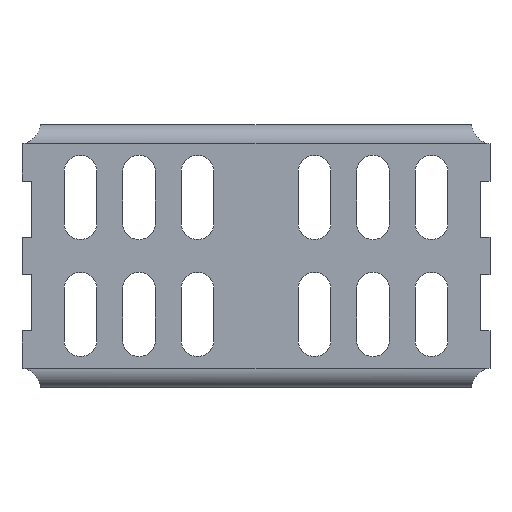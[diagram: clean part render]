
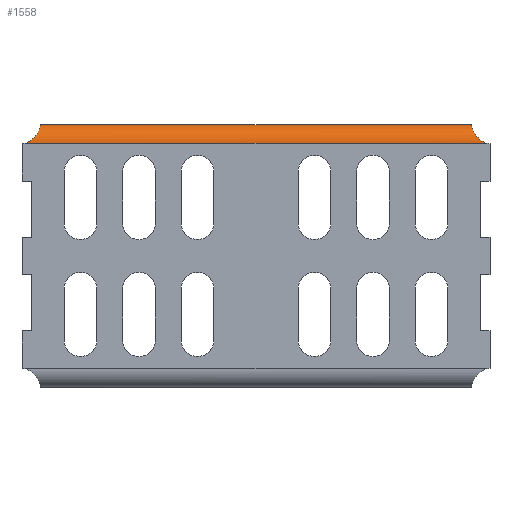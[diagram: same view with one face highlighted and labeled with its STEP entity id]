
A CAD part, top view. The second image highlights one B-rep face of the part: STEP entity #1558.
In plain terms, the highlighted cylindrical face has radius 4 mm (diameter 8 mm), a partial arc.
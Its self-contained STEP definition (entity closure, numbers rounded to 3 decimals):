
#10 = DIRECTION ( 'NONE',  ( -1., 0., 0. ) ) ;
#18 = CARTESIAN_POINT ( 'NONE',  ( 49.009, 24.127, 0. ) ) ;
#99 = CARTESIAN_POINT ( 'NONE',  ( -48.515, 24.372, 0. ) ) ;
#125 = CARTESIAN_POINT ( 'NONE',  ( -49.009, 24.127, 0. ) ) ;
#199 = CARTESIAN_POINT ( 'NONE',  ( -46.077, 27.551, -1.863 ) ) ;
#264 = CARTESIAN_POINT ( 'NONE',  ( 46., 28., -3. ) ) ;
#291 = CARTESIAN_POINT ( 'NONE',  ( 46.335, 26.867, -1.036 ) ) ;
#382 = CARTESIAN_POINT ( 'NONE',  ( 46., 28., -3. ) ) ;
#470 = EDGE_CURVE ( 'NONE', #2081, #2418, #986, .T. ) ;
#537 = CARTESIAN_POINT ( 'NONE',  ( -49.009, 24.127, 0. ) ) ;
#586 = CARTESIAN_POINT ( 'NONE',  ( 48.083, 24.667, -0.022 ) ) ;
#628 = EDGE_CURVE ( 'NONE', #1318, #751, #1681, .T. ) ;
#676 = ORIENTED_EDGE ( 'NONE', *, *, #628, .T. ) ;
#679 = CARTESIAN_POINT ( 'NONE',  ( -46.008, 27.842, -2.387 ) ) ;
#683 = CARTESIAN_POINT ( 'NONE',  ( 46.008, 27.842, -2.387 ) ) ;
#701 = CARTESIAN_POINT ( 'NONE',  ( -46., 28., -3. ) ) ;
#751 = VERTEX_POINT ( 'NONE', #264 ) ;
#800 = ORIENTED_EDGE ( 'NONE', *, *, #1795, .T. ) ;
#921 = DIRECTION ( 'NONE',  ( -1., 0., 0. ) ) ;
#949 = EDGE_LOOP ( 'NONE', ( #800, #1615, #2531, #676 ) ) ;
#986 = B_SPLINE_CURVE_WITH_KNOTS ( 'NONE', 3,
 ( #701, #679, #199, #1157, #2326, #2843, #1506, #2229, #99, #125 ),
 .UNSPECIFIED., .F., .F.,
 ( 4, 2, 2, 2, 4 ),
 ( 0., 0.25, 0.5, 0.75, 1. ),
 .UNSPECIFIED. ) ;
#1157 = CARTESIAN_POINT ( 'NONE',  ( -46.335, 26.867, -1.036 ) ) ;
#1168 = CARTESIAN_POINT ( 'NONE',  ( 46.077, 27.551, -1.863 ) ) ;
#1191 = DIRECTION ( 'NONE',  ( 0., 0., 1. ) ) ;
#1273 = CARTESIAN_POINT ( 'NONE',  ( 46.526, 26.475, -0.732 ) ) ;
#1318 = VERTEX_POINT ( 'NONE', #2386 ) ;
#1355 = CARTESIAN_POINT ( 'NONE',  ( 98.115, 24.127, -4. ) ) ;
#1442 = AXIS2_PLACEMENT_3D ( 'NONE', #1355, #10, #1191 ) ;
#1500 = EDGE_CURVE ( 'NONE', #1318, #2418, #1684, .T. ) ;
#1506 = CARTESIAN_POINT ( 'NONE',  ( -47.338, 25.336, -0.172 ) ) ;
#1558 = ADVANCED_FACE ( 'NONE', ( #2078 ), #2302, .T. ) ;
#1615 = ORIENTED_EDGE ( 'NONE', *, *, #470, .T. ) ;
#1681 = B_SPLINE_CURVE_WITH_KNOTS ( 'NONE', 3,
 ( #18, #1773, #586, #1759, #2086, #1273, #291, #1168, #683, #382 ),
 .UNSPECIFIED., .F., .F.,
 ( 4, 2, 2, 2, 4 ),
 ( 0., 0.25, 0.5, 0.75, 1. ),
 .UNSPECIFIED. ) ;
#1684 = LINE ( 'NONE', #1694, #2171 ) ;
#1694 = CARTESIAN_POINT ( 'NONE',  ( 50., 24.127, 0. ) ) ;
#1696 = LINE ( 'NONE', #2698, #2781 ) ;
#1759 = CARTESIAN_POINT ( 'NONE',  ( 47.338, 25.336, -0.172 ) ) ;
#1773 = CARTESIAN_POINT ( 'NONE',  ( 48.515, 24.372, 0. ) ) ;
#1795 = EDGE_CURVE ( 'NONE', #751, #2081, #1696, .T. ) ;
#1834 = DIRECTION ( 'NONE',  ( -1., 0., 0. ) ) ;
#2078 = FACE_OUTER_BOUND ( 'NONE', #949, .T. ) ;
#2081 = VERTEX_POINT ( 'NONE', #2718 ) ;
#2086 = CARTESIAN_POINT ( 'NONE',  ( 47.027, 25.709, -0.3 ) ) ;
#2171 = VECTOR ( 'NONE', #921, 1000. ) ;
#2229 = CARTESIAN_POINT ( 'NONE',  ( -48.083, 24.667, -0.022 ) ) ;
#2302 = CYLINDRICAL_SURFACE ( 'NONE', #1442, 4. ) ;
#2326 = CARTESIAN_POINT ( 'NONE',  ( -46.526, 26.475, -0.732 ) ) ;
#2386 = CARTESIAN_POINT ( 'NONE',  ( 49.009, 24.127, 0. ) ) ;
#2418 = VERTEX_POINT ( 'NONE', #537 ) ;
#2531 = ORIENTED_EDGE ( 'NONE', *, *, #1500, .F. ) ;
#2698 = CARTESIAN_POINT ( 'NONE',  ( 46., 28., -3. ) ) ;
#2718 = CARTESIAN_POINT ( 'NONE',  ( -46., 28., -3. ) ) ;
#2781 = VECTOR ( 'NONE', #1834, 1000. ) ;
#2843 = CARTESIAN_POINT ( 'NONE',  ( -47.027, 25.709, -0.3 ) ) ;
